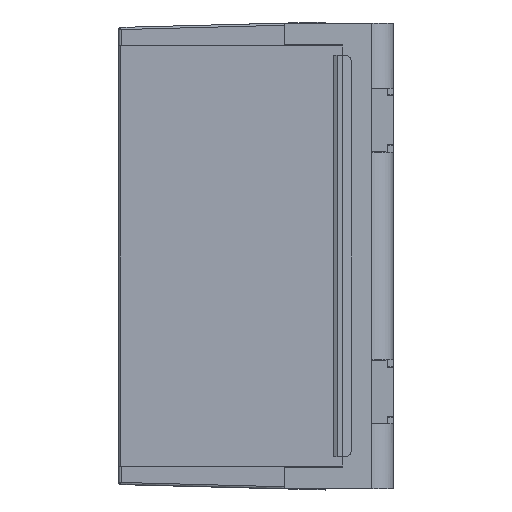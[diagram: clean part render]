
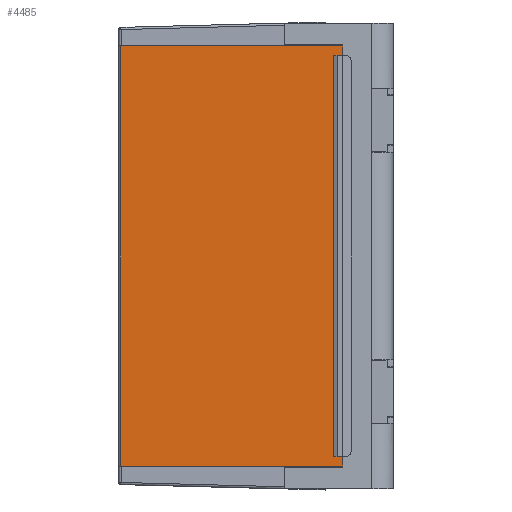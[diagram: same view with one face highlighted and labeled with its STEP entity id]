
A CAD part, left-side view. The second image highlights one B-rep face of the part: STEP entity #4485.
In plain terms, the highlighted planar face has unit normal (-1, 0.016, 0).
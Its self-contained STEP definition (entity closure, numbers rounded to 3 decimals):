
#149 = CARTESIAN_POINT ( 'NONE',  ( -45.134, 0., 50.371 ) ) ;
#195 = VECTOR ( 'NONE', #1848, 1000. ) ;
#213 = FACE_OUTER_BOUND ( 'NONE', #2794, .T. ) ;
#516 = VECTOR ( 'NONE', #14057, 1000. ) ;
#1194 = PLANE ( 'NONE',  #11183 ) ;
#1334 = CARTESIAN_POINT ( 'NONE',  ( -44.32, 50.901, -101.74 ) ) ;
#1424 = LINE ( 'NONE', #14582, #7205 ) ;
#1630 = CARTESIAN_POINT ( 'NONE',  ( -45.134, 0., -99.64 ) ) ;
#1665 = VERTEX_POINT ( 'NONE', #12444 ) ;
#1848 = DIRECTION ( 'NONE',  ( 0.016, 1., 0. ) ) ;
#1955 = CARTESIAN_POINT ( 'NONE',  ( -44.32, 50.901, -7.36 ) ) ;
#2095 = EDGE_CURVE ( 'NONE', #12125, #10746, #5158, .T. ) ;
#2299 = DIRECTION ( 'NONE',  ( 0.016, 1., 0. ) ) ;
#2343 = CARTESIAN_POINT ( 'NONE',  ( -44.92, 13.392, -5.26 ) ) ;
#2580 = EDGE_CURVE ( 'NONE', #3689, #9243, #6704, .T. ) ;
#2583 = CARTESIAN_POINT ( 'NONE',  ( -45.134, 0., -7.36 ) ) ;
#2794 = EDGE_LOOP ( 'NONE', ( #6560, #8203, #7906, #11972, #5081, #13529, #12370, #6670, #8739, #4750 ) ) ;
#3440 = CARTESIAN_POINT ( 'NONE',  ( -45.099, 2.135, -157.371 ) ) ;
#3596 = DIRECTION ( 'NONE',  ( 1., -0.016, 0. ) ) ;
#3689 = VERTEX_POINT ( 'NONE', #6756 ) ;
#4159 = LINE ( 'NONE', #8599, #8128 ) ;
#4485 = ADVANCED_FACE ( 'NONE', ( #213 ), #1194, .F. ) ;
#4750 = ORIENTED_EDGE ( 'NONE', *, *, #2095, .F. ) ;
#5081 = ORIENTED_EDGE ( 'NONE', *, *, #7899, .T. ) ;
#5158 = LINE ( 'NONE', #9207, #516 ) ;
#5318 = EDGE_CURVE ( 'NONE', #1665, #14631, #7287, .T. ) ;
#5807 = CARTESIAN_POINT ( 'NONE',  ( -44.92, 13.392, -101.74 ) ) ;
#6519 = CARTESIAN_POINT ( 'NONE',  ( -45.099, 2.135, -99.64 ) ) ;
#6560 = ORIENTED_EDGE ( 'NONE', *, *, #6915, .T. ) ;
#6670 = ORIENTED_EDGE ( 'NONE', *, *, #6872, .F. ) ;
#6704 = LINE ( 'NONE', #1955, #14882 ) ;
#6756 = CARTESIAN_POINT ( 'NONE',  ( -45.099, 2.135, -7.36 ) ) ;
#6872 = EDGE_CURVE ( 'NONE', #9925, #7572, #7062, .T. ) ;
#6915 = EDGE_CURVE ( 'NONE', #12125, #3689, #11130, .T. ) ;
#6924 = CARTESIAN_POINT ( 'NONE',  ( -44.32, 50.901, -5.26 ) ) ;
#7062 = LINE ( 'NONE', #11761, #12606 ) ;
#7205 = VECTOR ( 'NONE', #7490, 1000. ) ;
#7287 = LINE ( 'NONE', #6924, #13591 ) ;
#7305 = DIRECTION ( 'NONE',  ( 0., 0., -1. ) ) ;
#7490 = DIRECTION ( 'NONE',  ( 0., 0., 1. ) ) ;
#7572 = VERTEX_POINT ( 'NONE', #5807 ) ;
#7899 = EDGE_CURVE ( 'NONE', #14631, #13683, #13779, .T. ) ;
#7906 = ORIENTED_EDGE ( 'NONE', *, *, #12127, .T. ) ;
#7934 = VECTOR ( 'NONE', #15291, 1000. ) ;
#8006 = VECTOR ( 'NONE', #15306, 1000. ) ;
#8128 = VECTOR ( 'NONE', #14669, 1000. ) ;
#8137 = DIRECTION ( 'NONE',  ( 0.016, 1., 0. ) ) ;
#8203 = ORIENTED_EDGE ( 'NONE', *, *, #2580, .T. ) ;
#8599 = CARTESIAN_POINT ( 'NONE',  ( -45.134, 0., -157.371 ) ) ;
#8739 = ORIENTED_EDGE ( 'NONE', *, *, #14796, .F. ) ;
#9028 = DIRECTION ( 'NONE',  ( -0.016, -1., 0. ) ) ;
#9207 = CARTESIAN_POINT ( 'NONE',  ( -44.32, 50.901, -99.64 ) ) ;
#9243 = VERTEX_POINT ( 'NONE', #2583 ) ;
#9513 = CARTESIAN_POINT ( 'NONE',  ( -44.32, 50.901, -157.371 ) ) ;
#9925 = VERTEX_POINT ( 'NONE', #14158 ) ;
#9942 = LINE ( 'NONE', #149, #10507 ) ;
#10032 = VERTEX_POINT ( 'NONE', #1334 ) ;
#10507 = VECTOR ( 'NONE', #7305, 1000. ) ;
#10746 = VERTEX_POINT ( 'NONE', #1630 ) ;
#10819 = EDGE_CURVE ( 'NONE', #10032, #13683, #1424, .T. ) ;
#11061 = LINE ( 'NONE', #14119, #7934 ) ;
#11130 = LINE ( 'NONE', #3440, #8006 ) ;
#11183 = AXIS2_PLACEMENT_3D ( 'NONE', #9513, #3596, #2299 ) ;
#11761 = CARTESIAN_POINT ( 'NONE',  ( -44.32, 50.901, -101.74 ) ) ;
#11972 = ORIENTED_EDGE ( 'NONE', *, *, #5318, .T. ) ;
#12087 = CARTESIAN_POINT ( 'NONE',  ( -44.32, 50.901, -5.26 ) ) ;
#12125 = VERTEX_POINT ( 'NONE', #6519 ) ;
#12127 = EDGE_CURVE ( 'NONE', #9243, #1665, #4159, .T. ) ;
#12370 = ORIENTED_EDGE ( 'NONE', *, *, #14758, .F. ) ;
#12444 = CARTESIAN_POINT ( 'NONE',  ( -45.134, 0., -5.26 ) ) ;
#12606 = VECTOR ( 'NONE', #14179, 1000. ) ;
#12758 = CARTESIAN_POINT ( 'NONE',  ( -44.32, 50.901, -5.26 ) ) ;
#13529 = ORIENTED_EDGE ( 'NONE', *, *, #10819, .F. ) ;
#13591 = VECTOR ( 'NONE', #8137, 1000. ) ;
#13683 = VERTEX_POINT ( 'NONE', #12758 ) ;
#13779 = LINE ( 'NONE', #12087, #195 ) ;
#14057 = DIRECTION ( 'NONE',  ( -0.016, -1., 0. ) ) ;
#14119 = CARTESIAN_POINT ( 'NONE',  ( -44.32, 50.901, -101.74 ) ) ;
#14158 = CARTESIAN_POINT ( 'NONE',  ( -45.134, 0., -101.74 ) ) ;
#14179 = DIRECTION ( 'NONE',  ( 0.016, 1., 0. ) ) ;
#14582 = CARTESIAN_POINT ( 'NONE',  ( -44.32, 50.901, -157.371 ) ) ;
#14631 = VERTEX_POINT ( 'NONE', #2343 ) ;
#14669 = DIRECTION ( 'NONE',  ( 0., 0., 1. ) ) ;
#14758 = EDGE_CURVE ( 'NONE', #7572, #10032, #11061, .T. ) ;
#14796 = EDGE_CURVE ( 'NONE', #10746, #9925, #9942, .T. ) ;
#14882 = VECTOR ( 'NONE', #9028, 1000. ) ;
#15291 = DIRECTION ( 'NONE',  ( 0.016, 1., 0. ) ) ;
#15306 = DIRECTION ( 'NONE',  ( 0., 0., 1. ) ) ;
